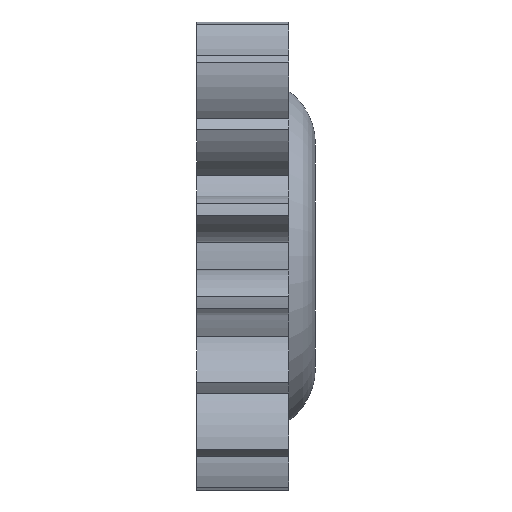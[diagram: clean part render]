
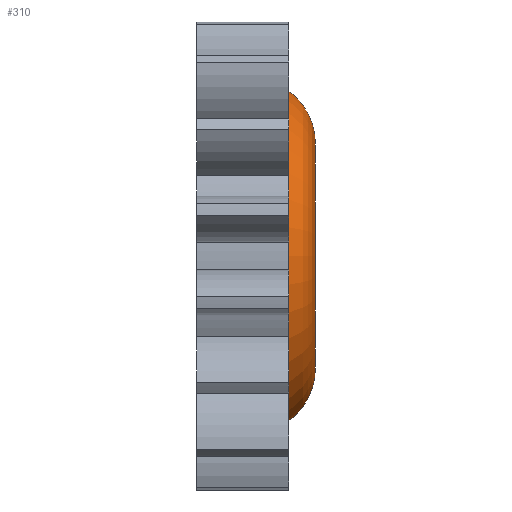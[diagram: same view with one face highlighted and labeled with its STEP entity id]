
A CAD part, front view. The second image highlights one B-rep face of the part: STEP entity #310.
In plain terms, the highlighted toroidal (fillet/blend) face has major radius 8.5 mm and minor radius 5 mm.
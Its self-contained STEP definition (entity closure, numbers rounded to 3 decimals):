
#123 = DIRECTION ( 'NONE',  ( 0., -1., 0. ) ) ;
#214 = DIRECTION ( 'NONE',  ( 1., 0., 0. ) ) ;
#306 = CARTESIAN_POINT ( 'NONE',  ( -7.812, -0.885, 16.917 ) ) ;
#310 = ADVANCED_FACE ( 'NONE', ( #514 ), #1018, .T. ) ;
#348 = DIRECTION ( 'NONE',  ( 1., 0., 0. ) ) ;
#448 = AXIS2_PLACEMENT_3D ( 'NONE', #1254, #2279, #2721 ) ;
#514 = FACE_OUTER_BOUND ( 'NONE', #2365, .T. ) ;
#526 = DIRECTION ( 'NONE',  ( 0., 0., -1. ) ) ;
#558 = DIRECTION ( 'NONE',  ( -1., 0., 0. ) ) ;
#562 = CIRCLE ( 'NONE', #1098, 8.5 ) ;
#566 = CARTESIAN_POINT ( 'NONE',  ( -7.812, -0.885, 8.417 ) ) ;
#576 = CARTESIAN_POINT ( 'NONE',  ( -2.812, -0.885, -0.083 ) ) ;
#676 = VERTEX_POINT ( 'NONE', #923 ) ;
#787 = VERTEX_POINT ( 'NONE', #962 ) ;
#849 = VERTEX_POINT ( 'NONE', #1348 ) ;
#865 = CIRCLE ( 'NONE', #1173, 5. ) ;
#923 = CARTESIAN_POINT ( 'NONE',  ( -4.812, -0.885, -4.083 ) ) ;
#962 = CARTESIAN_POINT ( 'NONE',  ( -2.812, -0.885, 16.917 ) ) ;
#963 = AXIS2_PLACEMENT_3D ( 'NONE', #566, #558, #2264 ) ;
#1018 = TOROIDAL_SURFACE ( 'NONE', #963, 8.5, 5. ) ;
#1045 = EDGE_CURVE ( 'NONE', #1636, #676, #2487, .T. ) ;
#1098 = AXIS2_PLACEMENT_3D ( 'NONE', #2128, #214, #2331 ) ;
#1173 = AXIS2_PLACEMENT_3D ( 'NONE', #306, #123, #526 ) ;
#1176 = CIRCLE ( 'NONE', #2008, 12.5 ) ;
#1254 = CARTESIAN_POINT ( 'NONE',  ( -7.812, -0.885, -0.083 ) ) ;
#1348 = CARTESIAN_POINT ( 'NONE',  ( -4.812, -0.885, 20.917 ) ) ;
#1519 = EDGE_CURVE ( 'NONE', #849, #676, #1176, .T. ) ;
#1551 = EDGE_CURVE ( 'NONE', #787, #849, #865, .T. ) ;
#1569 = ORIENTED_EDGE ( 'NONE', *, *, #1519, .T. ) ;
#1636 = VERTEX_POINT ( 'NONE', #576 ) ;
#1657 = ORIENTED_EDGE ( 'NONE', *, *, #1045, .F. ) ;
#1705 = ORIENTED_EDGE ( 'NONE', *, *, #1551, .T. ) ;
#1826 = DIRECTION ( 'NONE',  ( 0., 0., 1. ) ) ;
#2008 = AXIS2_PLACEMENT_3D ( 'NONE', #2259, #348, #1826 ) ;
#2095 = ORIENTED_EDGE ( 'NONE', *, *, #2540, .F. ) ;
#2128 = CARTESIAN_POINT ( 'NONE',  ( -2.812, -0.885, 8.417 ) ) ;
#2259 = CARTESIAN_POINT ( 'NONE',  ( -4.812, -0.885, 8.417 ) ) ;
#2264 = DIRECTION ( 'NONE',  ( 0., 0., 1. ) ) ;
#2279 = DIRECTION ( 'NONE',  ( 0., 1., 0. ) ) ;
#2331 = DIRECTION ( 'NONE',  ( 0., 0., -1. ) ) ;
#2365 = EDGE_LOOP ( 'NONE', ( #1657, #2095, #1705, #1569 ) ) ;
#2487 = CIRCLE ( 'NONE', #448, 5. ) ;
#2540 = EDGE_CURVE ( 'NONE', #787, #1636, #562, .T. ) ;
#2721 = DIRECTION ( 'NONE',  ( 0., 0., 1. ) ) ;
